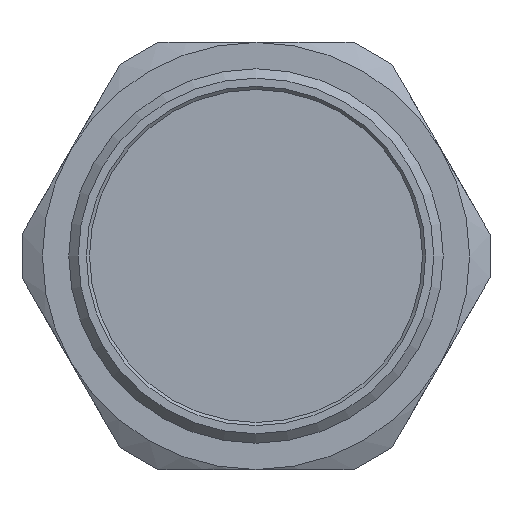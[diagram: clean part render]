
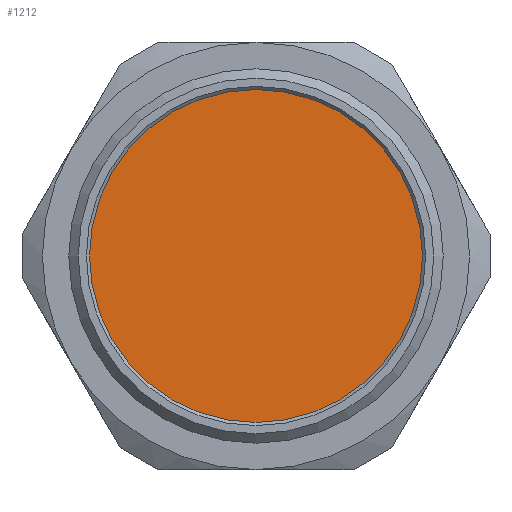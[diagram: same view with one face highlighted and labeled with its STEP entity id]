
A CAD part, front view. The second image highlights one B-rep face of the part: STEP entity #1212.
In plain terms, the highlighted planar face has unit normal (0, -1, 0).
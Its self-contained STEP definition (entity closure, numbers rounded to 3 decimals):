
#261=FACE_OUTER_BOUND('',#342,.T.);
#342=EDGE_LOOP('',(#786));
#429=CIRCLE('',#1319,26.507);
#475=VERTEX_POINT('',#1760);
#595=EDGE_CURVE('',#475,#475,#429,.T.);
#786=ORIENTED_EDGE('',*,*,#595,.T.);
#1167=PLANE('',#1318);
#1212=ADVANCED_FACE('',(#261),#1167,.F.);
#1318=AXIS2_PLACEMENT_3D('',#1759,#1451,#1452);
#1319=AXIS2_PLACEMENT_3D('',#1761,#1453,#1454);
#1451=DIRECTION('center_axis',(0.,1.,0.));
#1452=DIRECTION('ref_axis',(0.,0.,1.));
#1453=DIRECTION('center_axis',(0.,-1.,0.));
#1454=DIRECTION('ref_axis',(-1.,0.,0.));
#1759=CARTESIAN_POINT('Origin',(0.,19.,0.));
#1760=CARTESIAN_POINT('',(26.507,19.,0.));
#1761=CARTESIAN_POINT('Origin',(0.,19.,0.));
